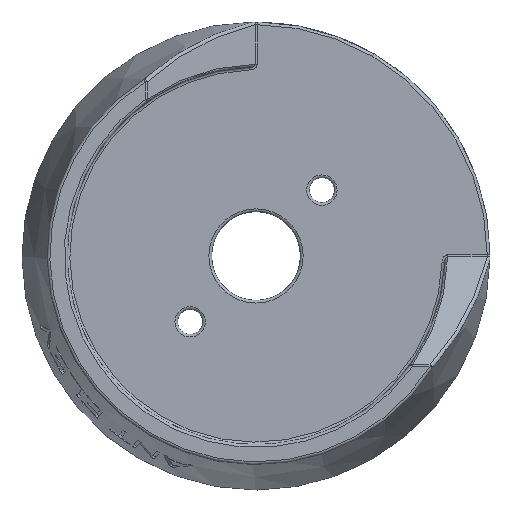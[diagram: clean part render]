
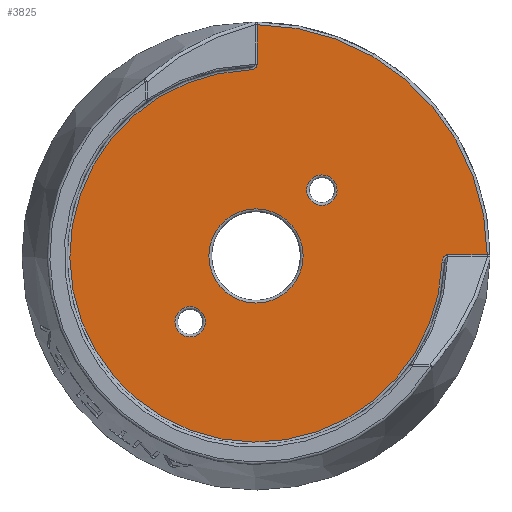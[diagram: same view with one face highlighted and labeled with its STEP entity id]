
A CAD part, top view. The second image highlights one B-rep face of the part: STEP entity #3825.
In plain terms, the highlighted planar face has unit normal (0, 0, 1).
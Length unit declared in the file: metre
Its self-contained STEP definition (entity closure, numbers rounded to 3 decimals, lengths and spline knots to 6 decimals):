
#1091=LINE('',#5302,#1227);
#1092=LINE('',#5306,#1228);
#1227=VECTOR('',#4257,1.);
#1228=VECTOR('',#4260,1.);
#1363=PLANE('',#4038);
#1441=CIRCLE('',#4039,0.001087);
#1442=CIRCLE('',#4040,0.001087);
#1443=CIRCLE('',#4041,0.003373);
#1444=CIRCLE('',#4042,0.016559);
#1445=CIRCLE('',#4043,0.013333);
#1640=ORIENTED_EDGE('',*,*,#2557,.T.);
#1641=ORIENTED_EDGE('',*,*,#2558,.T.);
#1642=ORIENTED_EDGE('',*,*,#2559,.T.);
#1643=ORIENTED_EDGE('',*,*,#2560,.T.);
#1644=ORIENTED_EDGE('',*,*,#2561,.T.);
#1645=ORIENTED_EDGE('',*,*,#2562,.T.);
#1646=ORIENTED_EDGE('',*,*,#2563,.T.);
#1647=ORIENTED_EDGE('',*,*,#2564,.T.);
#1648=ORIENTED_EDGE('',*,*,#2565,.T.);
#2557=EDGE_CURVE('',#3015,#3015,#1441,.F.);
#2558=EDGE_CURVE('',#3016,#3016,#1442,.F.);
#2559=EDGE_CURVE('',#3017,#3017,#1443,.F.);
#2560=EDGE_CURVE('',#3018,#3019,#3286,.T.);
#2561=EDGE_CURVE('',#3019,#3020,#1091,.F.);
#2562=EDGE_CURVE('',#3020,#3021,#1444,.T.);
#2563=EDGE_CURVE('',#3021,#3022,#1092,.T.);
#2564=EDGE_CURVE('',#3022,#3023,#3287,.T.);
#2565=EDGE_CURVE('',#3023,#3018,#1445,.T.);
#3015=VERTEX_POINT('',#5290);
#3016=VERTEX_POINT('',#5292);
#3017=VERTEX_POINT('',#5294);
#3018=VERTEX_POINT('',#5300);
#3019=VERTEX_POINT('',#5301);
#3020=VERTEX_POINT('',#5303);
#3021=VERTEX_POINT('',#5305);
#3022=VERTEX_POINT('',#5307);
#3023=VERTEX_POINT('',#5313);
#3286=B_SPLINE_CURVE_WITH_KNOTS('',3,(#5295,#5296,#5297,#5298,#5299),
 .UNSPECIFIED.,.F.,.F.,(4,1,4),(0.,0.000373,0.000746),
 .UNSPECIFIED.);
#3287=B_SPLINE_CURVE_WITH_KNOTS('',3,(#5308,#5309,#5310,#5311,#5312),
 .UNSPECIFIED.,.F.,.F.,(4,1,4),(0.,0.000376,0.000752),
 .UNSPECIFIED.);
#3425=EDGE_LOOP('',(#1640));
#3426=EDGE_LOOP('',(#1641));
#3427=EDGE_LOOP('',(#1642));
#3428=EDGE_LOOP('',(#1643,#1644,#1645,#1646,#1647,#1648));
#3626=FACE_BOUND('',#3425,.T.);
#3627=FACE_BOUND('',#3426,.T.);
#3628=FACE_BOUND('',#3427,.T.);
#3629=FACE_BOUND('',#3428,.T.);
#3825=ADVANCED_FACE('',(#3626,#3627,#3628,#3629),#1363,.T.);
#4038=AXIS2_PLACEMENT_3D('',#5288,#4249,#4250);
#4039=AXIS2_PLACEMENT_3D('',#5289,#4251,#4252);
#4040=AXIS2_PLACEMENT_3D('',#5291,#4253,#4254);
#4041=AXIS2_PLACEMENT_3D('',#5293,#4255,#4256);
#4042=AXIS2_PLACEMENT_3D('',#5304,#4258,#4259);
#4043=AXIS2_PLACEMENT_3D('',#5314,#4261,#4262);
#4249=DIRECTION('',(0.,0.,1.));
#4250=DIRECTION('',(1.,0.,0.));
#4251=DIRECTION('',(0.,0.,1.));
#4252=DIRECTION('',(1.,0.,0.));
#4253=DIRECTION('',(0.,0.,1.));
#4254=DIRECTION('',(1.,0.,0.));
#4255=DIRECTION('',(0.,0.,1.));
#4256=DIRECTION('',(1.,0.,0.));
#4257=DIRECTION('',(-1.,0.,0.));
#4258=DIRECTION('',(0.,0.,1.));
#4259=DIRECTION('',(1.,0.,0.));
#4260=DIRECTION('',(0.,-1.,0.));
#4261=DIRECTION('',(0.,0.,1.));
#4262=DIRECTION('',(1.,0.,0.));
#5288=CARTESIAN_POINT('',(0.,0.,0.002096));
#5289=CARTESIAN_POINT('',(0.004715,0.004715,0.002096));
#5290=CARTESIAN_POINT('',(0.005802,0.004715,0.002096));
#5291=CARTESIAN_POINT('',(-0.004715,-0.004715,0.002096));
#5292=CARTESIAN_POINT('',(-0.003627,-0.004715,0.002096));
#5293=CARTESIAN_POINT('',(0.,0.,0.002096));
#5294=CARTESIAN_POINT('',(0.003373,0.,0.002096));
#5295=CARTESIAN_POINT('',(0.013325,-0.000465,0.002096));
#5296=CARTESIAN_POINT('',(0.01333,-0.00034,0.002096));
#5297=CARTESIAN_POINT('',(0.013389,-0.000093,0.002096));
#5298=CARTESIAN_POINT('',(0.013603,0.000082,0.002096));
#5299=CARTESIAN_POINT('',(0.013729,0.000082,0.002096));
#5300=CARTESIAN_POINT('',(0.013325,-0.000465,0.002096));
#5301=CARTESIAN_POINT('',(0.013729,0.000082,0.002096));
#5302=CARTESIAN_POINT('',(0.016559,0.000082,0.002096));
#5303=CARTESIAN_POINT('',(0.016559,0.000082,0.002096));
#5304=CARTESIAN_POINT('',(0.,0.,0.002096));
#5305=CARTESIAN_POINT('',(0.000082,0.016559,0.002096));
#5306=CARTESIAN_POINT('',(0.000082,0.01373,0.002096));
#5307=CARTESIAN_POINT('',(0.000082,0.013729,0.002096));
#5308=CARTESIAN_POINT('',(0.000082,0.013729,0.002096));
#5309=CARTESIAN_POINT('',(0.000082,0.013603,0.002096));
#5310=CARTESIAN_POINT('',(-0.000094,0.013388,0.002096));
#5311=CARTESIAN_POINT('',(-0.00034,0.01333,0.002096));
#5312=CARTESIAN_POINT('',(-0.000465,0.013325,0.002096));
#5313=CARTESIAN_POINT('',(-0.000465,0.013325,0.002096));
#5314=CARTESIAN_POINT('',(0.,0.,0.002096));
